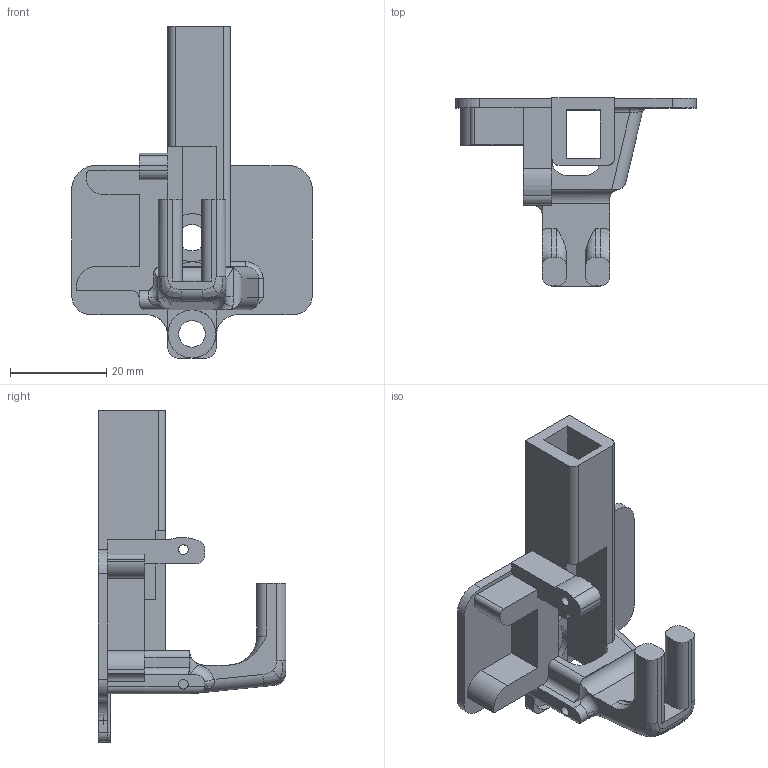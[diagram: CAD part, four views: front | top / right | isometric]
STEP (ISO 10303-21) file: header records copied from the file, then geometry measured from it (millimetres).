
FILE_DESCRIPTION(/* description */ (''),/* implementation_level */ '2;1');
FILE_NAME(/* name */ 'ATC_Y_Axis_Slider_Down v47.step',/* time_stamp */ '2021-01-23T05:42:11+01:00',/* author */ (''),/* organization */ (''),/* preprocessor_version */ 'ST-DEVELOPER v18.1',/* originating_system */ 'Autodesk Translation Framework v9.7.1.1290',/* authorisation */ '');
FILE_SCHEMA (('AUTOMOTIVE_DESIGN { 1 0 10303 214 3 1 1 }'));
Length unit declared in the file: millimetre
Products named in the file (1): ATC_Y_Axis_Slider_Down
Bounding box: 50 x 39 x 69 mm (x, y, z)
Volume: 14004.1 mm3; surface area: 10115.9 mm2
Topology: 1 solids, 1 shells, 156 faces, 441 edges, 284 vertices
Faces by surface type: plane 73, cylinder 59, bspline 16, torus 8
Full cylindrical faces by diameter (mm): 2 x2, 5.5 x3, 10 x1
Entity records: 6588 total; most frequent: CARTESIAN_POINT 2486, ORIENTED_EDGE 884, DIRECTION 826, EDGE_CURVE 442, AXIS2_PLACEMENT_3D 288, VERTEX_POINT 284, LINE 250, VECTOR 250
